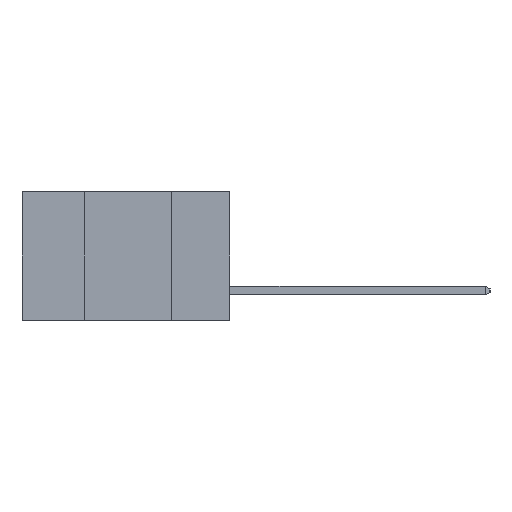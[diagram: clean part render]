
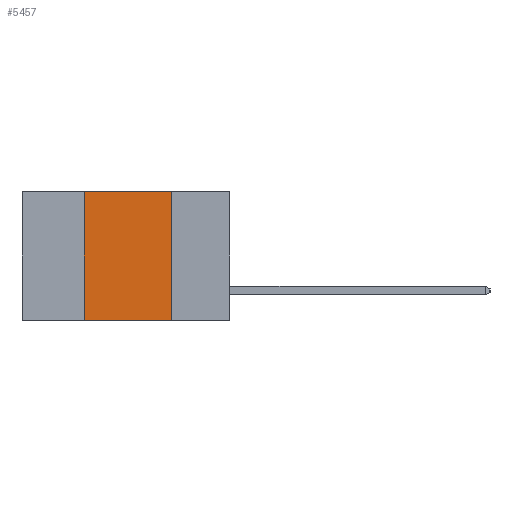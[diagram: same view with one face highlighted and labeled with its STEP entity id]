
A CAD part, left-side view. The second image highlights one B-rep face of the part: STEP entity #5457.
In plain terms, the highlighted planar face has unit normal (-1, 0, 0).
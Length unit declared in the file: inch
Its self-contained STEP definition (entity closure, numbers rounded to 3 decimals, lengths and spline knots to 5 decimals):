
#1430 = VECTOR ( 'NONE', #7593, 39.37008 ) ;
#1946 = DIRECTION ( 'NONE',  ( 0., 0., -1. ) ) ;
#1962 = DIRECTION ( 'NONE',  ( 1., 0., 0. ) ) ;
#1967 = VERTEX_POINT ( 'NONE', #6313 ) ;
#2005 = CARTESIAN_POINT ( 'NONE',  ( 0., 0.6, 0. ) ) ;
#2009 = PLANE ( 'NONE',  #7912 ) ;
#2362 = ORIENTED_EDGE ( 'NONE', *, *, #7120, .F. ) ;
#2852 = EDGE_LOOP ( 'NONE', ( #11792, #7888, #2362, #3436 ) ) ;
#2925 = DIRECTION ( 'NONE',  ( 0., 0., -1. ) ) ;
#3091 = LINE ( 'NONE', #4675, #16894 ) ;
#3263 = CARTESIAN_POINT ( 'NONE',  ( 0., 0.17, -0.37 ) ) ;
#3436 = ORIENTED_EDGE ( 'NONE', *, *, #9831, .T. ) ;
#3573 = VERTEX_POINT ( 'NONE', #10822 ) ;
#3720 = DIRECTION ( 'NONE',  ( 0., 0., 1. ) ) ;
#4675 = CARTESIAN_POINT ( 'NONE',  ( 0., 0.42, -0.37 ) ) ;
#5199 = VECTOR ( 'NONE', #2925, 39.37008 ) ;
#5457 = ADVANCED_FACE ( 'NONE', ( #8721 ), #2009, .F. ) ;
#5489 = DIRECTION ( 'NONE',  ( 0., -1., 0. ) ) ;
#5510 = CARTESIAN_POINT ( 'NONE',  ( 0., 0.6, -0.37 ) ) ;
#6313 = CARTESIAN_POINT ( 'NONE',  ( 0., 0.42, -0.37 ) ) ;
#6666 = CARTESIAN_POINT ( 'NONE',  ( 0., 0.17, 0. ) ) ;
#7120 = EDGE_CURVE ( 'NONE', #1967, #3573, #3091, .T. ) ;
#7593 = DIRECTION ( 'NONE',  ( 0., -1., 0. ) ) ;
#7714 = VECTOR ( 'NONE', #5489, 39.37008 ) ;
#7888 = ORIENTED_EDGE ( 'NONE', *, *, #11953, .F. ) ;
#7912 = AXIS2_PLACEMENT_3D ( 'NONE', #2005, #1962, #1946 ) ;
#7981 = VERTEX_POINT ( 'NONE', #6666 ) ;
#8710 = EDGE_CURVE ( 'NONE', #7981, #15867, #15829, .T. ) ;
#8721 = FACE_OUTER_BOUND ( 'NONE', #2852, .T. ) ;
#9831 = EDGE_CURVE ( 'NONE', #1967, #15867, #10858, .T. ) ;
#10281 = CARTESIAN_POINT ( 'NONE',  ( 0., 0.6, 0. ) ) ;
#10822 = CARTESIAN_POINT ( 'NONE',  ( 0., 0.42, 0. ) ) ;
#10858 = LINE ( 'NONE', #5510, #7714 ) ;
#11792 = ORIENTED_EDGE ( 'NONE', *, *, #8710, .F. ) ;
#11953 = EDGE_CURVE ( 'NONE', #3573, #7981, #15403, .T. ) ;
#13520 = CARTESIAN_POINT ( 'NONE',  ( 0., 0.17, -0.37 ) ) ;
#15403 = LINE ( 'NONE', #10281, #1430 ) ;
#15829 = LINE ( 'NONE', #3263, #5199 ) ;
#15867 = VERTEX_POINT ( 'NONE', #13520 ) ;
#16894 = VECTOR ( 'NONE', #3720, 39.37008 ) ;
